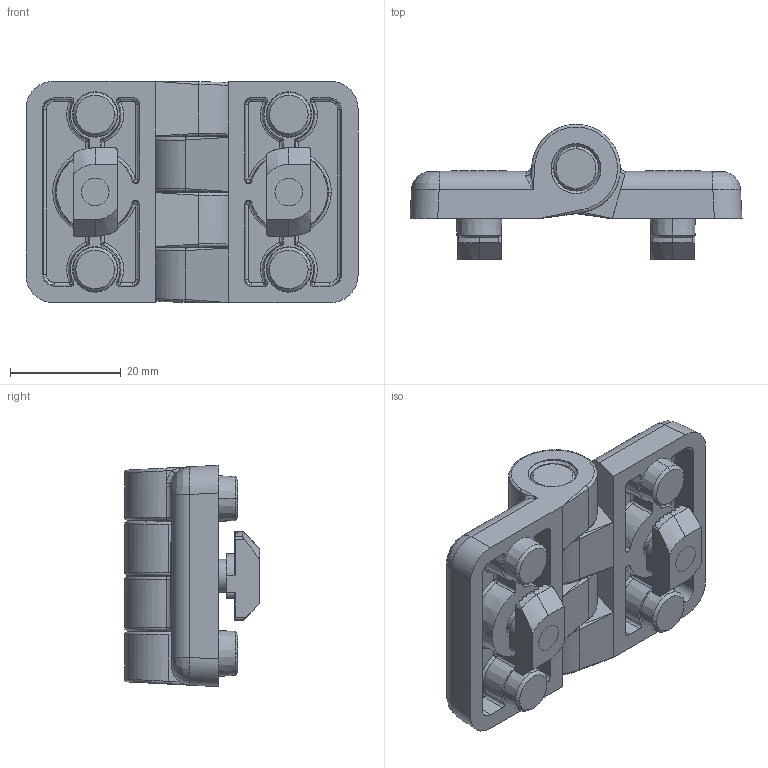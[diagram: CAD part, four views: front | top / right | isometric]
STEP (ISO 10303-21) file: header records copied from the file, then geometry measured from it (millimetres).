
FILE_DESCRIPTION (( 'STEP AP203' ), '1' );
FILE_NAME ('482535687_c_1.STEP', '2023-02-24T06:52:25', ( '' ), ( '' ), 'SwSTEP 2.0', 'SolidWorks 2014', '' );
FILE_SCHEMA (( 'CONFIG_CONTROL_DESIGN' ));
Length unit declared in the file: millimetre
Products named in the file (1): 482535687_c_1
Bounding box: 60 x 24.4 x 40.01 mm (x, y, z)
Volume: 21401.4 mm3; surface area: 15220 mm2
Topology: 11 solids, 11 shells, 643 faces, 1648 edges, 1034 vertices
Faces by surface type: cylinder 238, plane 175, cone 84, bspline 62, torus 53, sphere 31
Entity records: 25703 total; most frequent: CARTESIAN_POINT 10911, ORIENTED_EDGE 3260, DIRECTION 2898, EDGE_CURVE 1630, AXIS2_PLACEMENT_3D 1132, VERTEX_POINT 1026, EDGE_LOOP 676, ADVANCED_FACE 643
